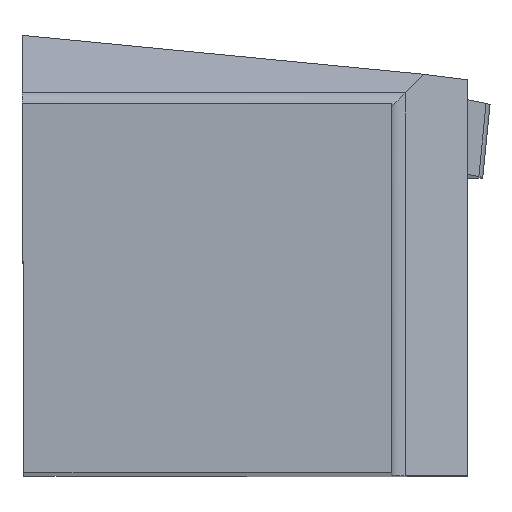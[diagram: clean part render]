
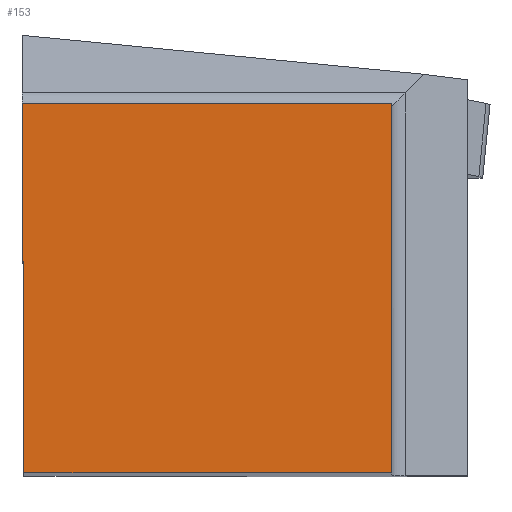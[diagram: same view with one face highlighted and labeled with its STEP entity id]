
A CAD part, top view. The second image highlights one B-rep face of the part: STEP entity #153.
In plain terms, the highlighted planar face has unit normal (0, 0, 1).
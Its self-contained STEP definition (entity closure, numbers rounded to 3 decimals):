
#122=FACE_OUTER_BOUND('',#337,.T.);
#153=ADVANCED_FACE('SHANK_FACE_BACK',(#122),#180,.F.);
#180=PLANE('',#752);
#217=LINE('',#1111,#275);
#234=LINE('',#1148,#292);
#237=LINE('',#1156,#295);
#238=LINE('',#1158,#296);
#275=VECTOR('',#863,1.);
#292=VECTOR('',#898,1.);
#295=VECTOR('',#905,1.);
#296=VECTOR('',#906,1.);
#337=EDGE_LOOP('',(#459,#460,#461,#462));
#459=ORIENTED_EDGE('',*,*,#619,.F.);
#460=ORIENTED_EDGE('',*,*,#599,.T.);
#461=ORIENTED_EDGE('',*,*,#623,.T.);
#462=ORIENTED_EDGE('',*,*,#624,.F.);
#538=VERTEX_POINT('',#1110);
#539=VERTEX_POINT('',#1112);
#550=VERTEX_POINT('',#1149);
#553=VERTEX_POINT('',#1157);
#599=EDGE_CURVE('',#539,#538,#217,.T.);
#619=EDGE_CURVE('',#539,#550,#234,.T.);
#623=EDGE_CURVE('',#538,#553,#237,.T.);
#624=EDGE_CURVE('',#550,#553,#238,.T.);
#752=AXIS2_PLACEMENT_3D('',#1159,#907,#908);
#863=DIRECTION('',(1.,0.,0.));
#898=DIRECTION('',(-0.004,1.,0.));
#905=DIRECTION('',(0.,1.,0.));
#906=DIRECTION('',(1.,0.,0.));
#907=DIRECTION('',(0.,0.,-1.));
#908=DIRECTION('',(-0.098,-0.995,0.));
#1110=CARTESIAN_POINT('',(31.85,0.,0.));
#1111=CARTESIAN_POINT('',(-7.092,0.,0.));
#1112=CARTESIAN_POINT('',(0.139,0.,0.));
#1148=CARTESIAN_POINT('',(0.973,-191.233,0.));
#1149=CARTESIAN_POINT('',(0.,31.85,0.));
#1156=CARTESIAN_POINT('',(31.85,-7.092,0.));
#1157=CARTESIAN_POINT('',(31.85,31.85,0.));
#1158=CARTESIAN_POINT('',(-7.093,31.85,0.));
#1159=CARTESIAN_POINT('',(0.,0.,0.));
